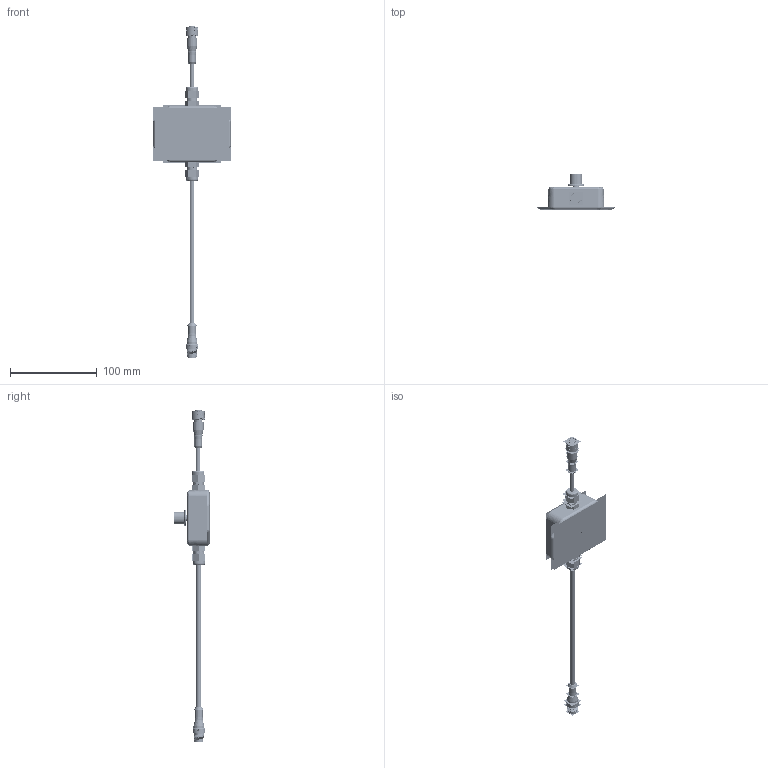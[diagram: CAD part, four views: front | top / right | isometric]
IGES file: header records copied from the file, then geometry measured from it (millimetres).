
Start section:  PTC IGES file: 194518.igs
Global section: file name: 194518.igs; native system: Creo Parametric by Parametric Technology Corporation; preprocessor: 2016010; author: pdmadmin; organization: Unknown; date: 20160812.104324; units: millimetre
Bounding box: 89.48 x 41.75 x 381.82 mm (x, y, z)
Volume: 148102.3 mm3; surface area: 1103567.4 mm2
Topology: 32 solids, 105 shells, 14255 faces, 67057 edges, 82796 vertices
Faces by surface type: bspline 10194, revolution 4061
